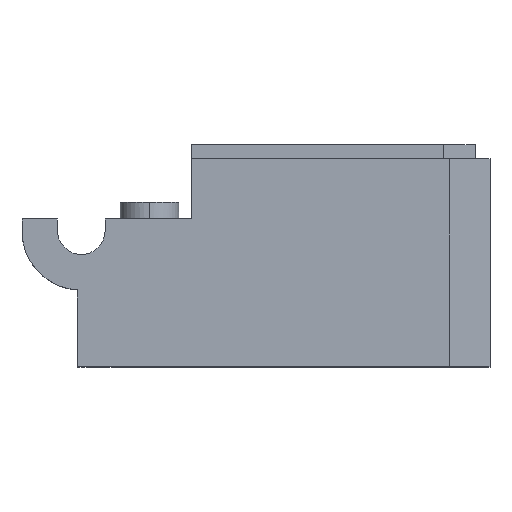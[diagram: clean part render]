
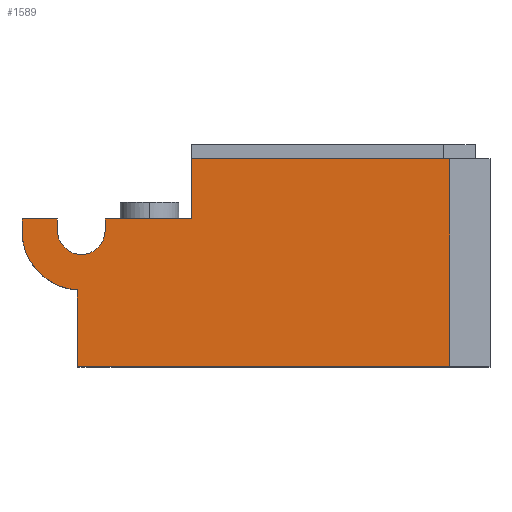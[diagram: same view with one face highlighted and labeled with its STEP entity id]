
A CAD part, top view. The second image highlights one B-rep face of the part: STEP entity #1589.
In plain terms, the highlighted planar face has unit normal (0, 0, 1).
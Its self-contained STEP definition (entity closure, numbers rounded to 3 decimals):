
#3 = ORIENTED_EDGE ( 'NONE', *, *, #608, .F. ) ;
#27 = EDGE_CURVE ( 'NONE', #3223, #1103, #1050, .T. ) ;
#64 = CARTESIAN_POINT ( 'NONE',  ( 0.43, 14.55, 46.3 ) ) ;
#82 = CARTESIAN_POINT ( 'NONE',  ( 2.98, 15.8, 46.3 ) ) ;
#126 = ORIENTED_EDGE ( 'NONE', *, *, #2419, .F. ) ;
#275 = CARTESIAN_POINT ( 'NONE',  ( 0., 22.25, 46.3 ) ) ;
#321 = VECTOR ( 'NONE', #1454, 1000. ) ;
#334 = VECTOR ( 'NONE', #2296, 1000. ) ;
#360 = CARTESIAN_POINT ( 'NONE',  ( 0., 15.8, 46.3 ) ) ;
#441 = CARTESIAN_POINT ( 'NONE',  ( -5.92, 15.8, 46.3 ) ) ;
#454 = VECTOR ( 'NONE', #2077, 1000. ) ;
#561 = AXIS2_PLACEMENT_3D ( 'NONE', #2104, #750, #736 ) ;
#588 = EDGE_LOOP ( 'NONE', ( #2683, #2879, #1046, #3181, #126, #2613, #2489, #1504, #2533, #3, #1124, #2560 ) ) ;
#604 = CARTESIAN_POINT ( 'NONE',  ( -2.12, 14.55, 46.3 ) ) ;
#608 = EDGE_CURVE ( 'NONE', #2212, #3037, #749, .T. ) ;
#627 = DIRECTION ( 'NONE',  ( 1., 0., 0. ) ) ;
#665 = VERTEX_POINT ( 'NONE', #3113 ) ;
#736 = DIRECTION ( 'NONE',  ( 1., 0., 0. ) ) ;
#749 = CIRCLE ( 'NONE', #3051, 2.55 ) ;
#750 = DIRECTION ( 'NONE',  ( 0., 0., -1. ) ) ;
#751 = VECTOR ( 'NONE', #3244, 1000. ) ;
#893 = DIRECTION ( 'NONE',  ( 0., 0., 1. ) ) ;
#904 = CARTESIAN_POINT ( 'NONE',  ( -2.12, 14.55, 46.3 ) ) ;
#907 = EDGE_CURVE ( 'NONE', #665, #2894, #3436, .T. ) ;
#937 = CARTESIAN_POINT ( 'NONE',  ( 2.98, 14.55, 46.3 ) ) ;
#1046 = ORIENTED_EDGE ( 'NONE', *, *, #2015, .T. ) ;
#1050 = LINE ( 'NONE', #1453, #334 ) ;
#1103 = VERTEX_POINT ( 'NONE', #1501 ) ;
#1124 = ORIENTED_EDGE ( 'NONE', *, *, #2276, .F. ) ;
#1148 = CARTESIAN_POINT ( 'NONE',  ( -5.92, 14.12, 46.3 ) ) ;
#1169 = CARTESIAN_POINT ( 'NONE',  ( 2.98, 14.55, 46.3 ) ) ;
#1220 = LINE ( 'NONE', #904, #321 ) ;
#1271 = VECTOR ( 'NONE', #3465, 1000. ) ;
#1302 = LINE ( 'NONE', #360, #3111 ) ;
#1321 = VERTEX_POINT ( 'NONE', #1148 ) ;
#1329 = CARTESIAN_POINT ( 'NONE',  ( 0., 0., 46.3 ) ) ;
#1371 = DIRECTION ( 'NONE',  ( 1., 0., 0. ) ) ;
#1374 = EDGE_CURVE ( 'NONE', #1580, #1321, #1999, .T. ) ;
#1380 = CARTESIAN_POINT ( 'NONE',  ( 12.18, 23.75, 46.3 ) ) ;
#1381 = LINE ( 'NONE', #1329, #751 ) ;
#1386 = FACE_OUTER_BOUND ( 'NONE', #588, .T. ) ;
#1410 = DIRECTION ( 'NONE',  ( 0., 1., 0. ) ) ;
#1431 = VERTEX_POINT ( 'NONE', #2555 ) ;
#1453 = CARTESIAN_POINT ( 'NONE',  ( 0., 15.8, 46.3 ) ) ;
#1454 = DIRECTION ( 'NONE',  ( 0., -1., 0. ) ) ;
#1501 = CARTESIAN_POINT ( 'NONE',  ( 12.18, 15.8, 46.3 ) ) ;
#1504 = ORIENTED_EDGE ( 'NONE', *, *, #27, .F. ) ;
#1580 = VERTEX_POINT ( 'NONE', #2895 ) ;
#1582 = LINE ( 'NONE', #1380, #3532 ) ;
#1589 = ADVANCED_FACE ( 'NONE', ( #1386 ), #3152, .F. ) ;
#1600 = VERTEX_POINT ( 'NONE', #2860 ) ;
#1790 = VERTEX_POINT ( 'NONE', #2929 ) ;
#1865 = EDGE_CURVE ( 'NONE', #3463, #1321, #2126, .T. ) ;
#1999 = LINE ( 'NONE', #441, #1271 ) ;
#2015 = EDGE_CURVE ( 'NONE', #3463, #1600, #3164, .T. ) ;
#2017 = EDGE_CURVE ( 'NONE', #1600, #1790, #1381, .T. ) ;
#2077 = DIRECTION ( 'NONE',  ( 0., -1., 0. ) ) ;
#2104 = CARTESIAN_POINT ( 'NONE',  ( 0.43, 14.55, 46.3 ) ) ;
#2126 = CIRCLE ( 'NONE', #561, 6.365 ) ;
#2201 = EDGE_CURVE ( 'NONE', #1580, #1431, #1302, .T. ) ;
#2212 = VERTEX_POINT ( 'NONE', #604 ) ;
#2276 = EDGE_CURVE ( 'NONE', #1431, #2212, #1220, .T. ) ;
#2296 = DIRECTION ( 'NONE',  ( 1., 0., 0. ) ) ;
#2414 = LINE ( 'NONE', #1169, #3314 ) ;
#2419 = EDGE_CURVE ( 'NONE', #2894, #1790, #3332, .T. ) ;
#2447 = CARTESIAN_POINT ( 'NONE',  ( 39.88, 22.25, 46.3 ) ) ;
#2489 = ORIENTED_EDGE ( 'NONE', *, *, #2711, .T. ) ;
#2533 = ORIENTED_EDGE ( 'NONE', *, *, #2909, .F. ) ;
#2555 = CARTESIAN_POINT ( 'NONE',  ( -2.12, 15.8, 46.3 ) ) ;
#2560 = ORIENTED_EDGE ( 'NONE', *, *, #2201, .F. ) ;
#2564 = VECTOR ( 'NONE', #1371, 1000. ) ;
#2613 = ORIENTED_EDGE ( 'NONE', *, *, #907, .F. ) ;
#2633 = DIRECTION ( 'NONE',  ( -1., 0., 0. ) ) ;
#2683 = ORIENTED_EDGE ( 'NONE', *, *, #1374, .T. ) ;
#2711 = EDGE_CURVE ( 'NONE', #665, #1103, #1582, .T. ) ;
#2716 = DIRECTION ( 'NONE',  ( 0., -1., 0. ) ) ;
#2860 = CARTESIAN_POINT ( 'NONE',  ( 0., 0., 46.3 ) ) ;
#2879 = ORIENTED_EDGE ( 'NONE', *, *, #1865, .F. ) ;
#2885 = CARTESIAN_POINT ( 'NONE',  ( 0., 8.2, 46.3 ) ) ;
#2894 = VERTEX_POINT ( 'NONE', #2447 ) ;
#2895 = CARTESIAN_POINT ( 'NONE',  ( -5.92, 15.8, 46.3 ) ) ;
#2909 = EDGE_CURVE ( 'NONE', #3037, #3223, #2414, .T. ) ;
#2929 = CARTESIAN_POINT ( 'NONE',  ( 39.88, 0., 46.3 ) ) ;
#3027 = DIRECTION ( 'NONE',  ( 0., -1., 0. ) ) ;
#3037 = VERTEX_POINT ( 'NONE', #937 ) ;
#3051 = AXIS2_PLACEMENT_3D ( 'NONE', #64, #893, #3084 ) ;
#3084 = DIRECTION ( 'NONE',  ( 1., 0., 0. ) ) ;
#3111 = VECTOR ( 'NONE', #627, 1000. ) ;
#3113 = CARTESIAN_POINT ( 'NONE',  ( 12.18, 22.25, 46.3 ) ) ;
#3118 = VECTOR ( 'NONE', #2716, 1000. ) ;
#3152 = PLANE ( 'NONE',  #3219 ) ;
#3164 = LINE ( 'NONE', #3535, #3118 ) ;
#3170 = CARTESIAN_POINT ( 'NONE',  ( 39.88, 3.6, 46.3 ) ) ;
#3181 = ORIENTED_EDGE ( 'NONE', *, *, #2017, .T. ) ;
#3219 = AXIS2_PLACEMENT_3D ( 'NONE', #3437, #3469, #2633 ) ;
#3223 = VERTEX_POINT ( 'NONE', #82 ) ;
#3244 = DIRECTION ( 'NONE',  ( 1., 0., 0. ) ) ;
#3314 = VECTOR ( 'NONE', #1410, 1000. ) ;
#3332 = LINE ( 'NONE', #3170, #454 ) ;
#3436 = LINE ( 'NONE', #275, #2564 ) ;
#3437 = CARTESIAN_POINT ( 'NONE',  ( 0., 3.6, 46.3 ) ) ;
#3463 = VERTEX_POINT ( 'NONE', #2885 ) ;
#3465 = DIRECTION ( 'NONE',  ( 0., -1., 0. ) ) ;
#3469 = DIRECTION ( 'NONE',  ( 0., 0., -1. ) ) ;
#3532 = VECTOR ( 'NONE', #3027, 1000. ) ;
#3535 = CARTESIAN_POINT ( 'NONE',  ( 0., 3.6, 46.3 ) ) ;
